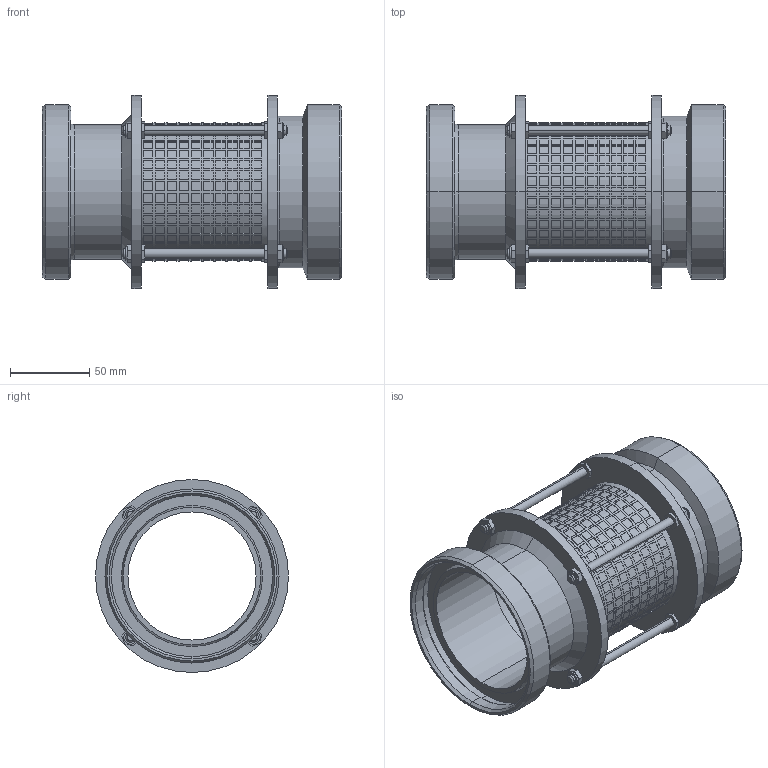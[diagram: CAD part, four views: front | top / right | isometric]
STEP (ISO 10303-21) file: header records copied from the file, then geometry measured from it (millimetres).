
FILE_DESCRIPTION (( 'STEP AP203' ), '1' );
FILE_NAME ('3D_M-7008_DN80_174601085.STEP', '2024-10-04T12:42:01', ( '' ), ( '' ), 'SwSTEP 2.0', 'SolidWorks 2024', '' );
FILE_SCHEMA (( 'CONFIG_CONTROL_DESIGN' ));
Length unit declared in the file: millimetre
Products named in the file (1): 3D_M-7008_DN80_174601085
Bounding box: 189 x 122 x 122 mm (x, y, z)
Volume: 295907.9 mm3; surface area: 180942.2 mm2
Topology: 9 solids, 9 shells, 1816 faces, 5344 edges, 3548 vertices
Faces by surface type: plane 1676, cylinder 100, cone 40
Entity records: 62545 total; most frequent: DIRECTION 10814, CARTESIAN_POINT 10709, ORIENTED_EDGE 10688, EDGE_CURVE 5344, AXIS2_PLACEMENT_3D 3653, VERTEX_POINT 3548, LINE 3508, VECTOR 3508
